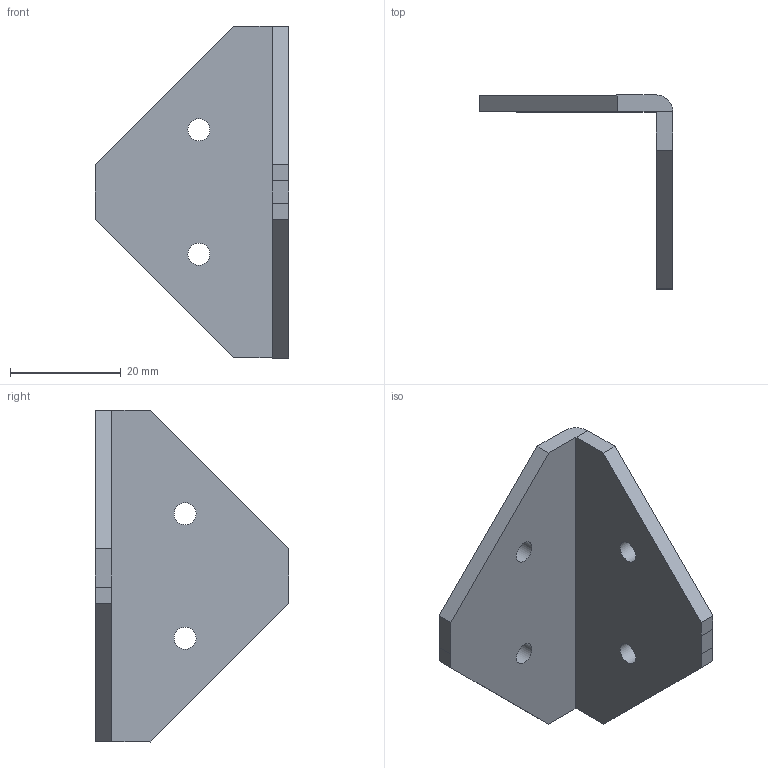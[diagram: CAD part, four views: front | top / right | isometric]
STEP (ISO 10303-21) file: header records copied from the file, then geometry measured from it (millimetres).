
FILE_DESCRIPTION(/* description */ (''),/* implementation_level */ '2;1');
FILE_NAME(/* name */ 'DoubleExternal.step',/* time_stamp */ '2026-02-16T16:36:50+01:00',/* author */ (''),/* organization */ (''),/* preprocessor_version */ 'ST-DEVELOPER v20.1',/* originating_system */ 'Autodesk Translation Framework v14.24.0.0',/* authorisation */ '');
FILE_SCHEMA (('AUTOMOTIVE_DESIGN { 1 0 10303 214 3 1 1 }'));
Length unit declared in the file: millimetre
Products named in the file (1): FilaManager
Bounding box: 35 x 35 x 60 mm (x, y, z)
Volume: 8043.3 mm3; surface area: 6095.4 mm2
Topology: 1 solids, 1 shells, 22 faces, 59 edges, 39 vertices
Faces by surface type: plane 17, cylinder 5
Full cylindrical faces by diameter (mm): 4 x4
Entity records: 741 total; most frequent: CARTESIAN_POINT 121, ORIENTED_EDGE 118, DIRECTION 115, EDGE_CURVE 59, LINE 49, VECTOR 49, VERTEX_POINT 39, AXIS2_PLACEMENT_3D 33
